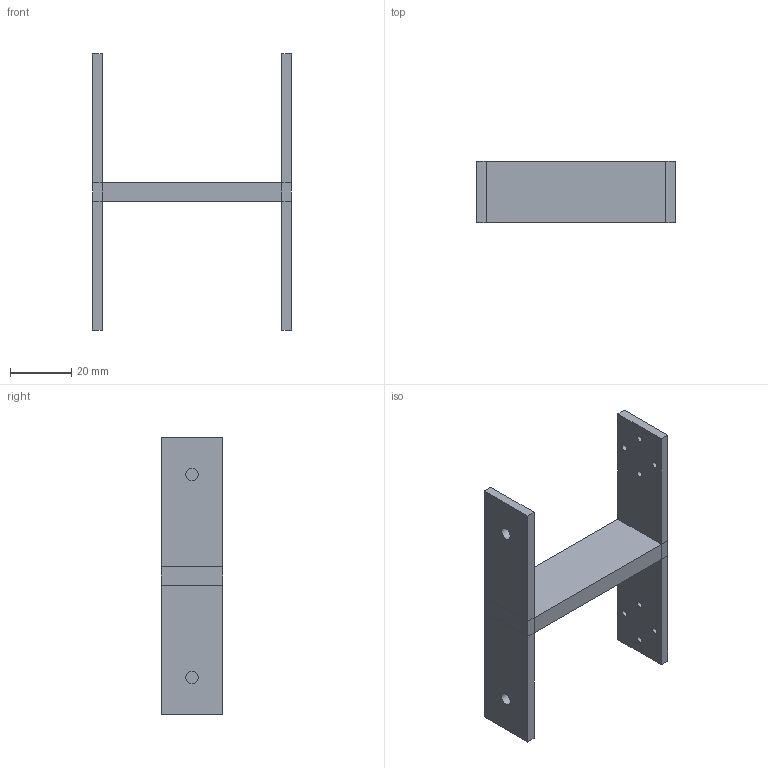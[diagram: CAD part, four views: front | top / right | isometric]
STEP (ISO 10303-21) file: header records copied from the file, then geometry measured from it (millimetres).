
FILE_DESCRIPTION(/* description */ ('FreeCAD Model'),/* implementation_level */ '2;1');
FILE_NAME(/* name */ 'two_servo_frame_mg996r_combined_ipt_2c3dbed8.STEP',/* time_stamp */ '2022-08-04T14:45:00-04:00',/* author */ ('Author'),/* organization */ (''),/* preprocessor_version */ 'ST-DEVELOPER v18.1',/* originating_system */ 'Autodesk Inventor 2021',/* authorisation */ 'Unknown');
FILE_SCHEMA (('AUTOMOTIVE_DESIGN { 1 0 10303 214 3 1 1 }'));
Length unit declared in the file: millimetre
Products named in the file (1): two_servo_frame_mg996r_combined
Bounding box: 64.5 x 20 x 90 mm (x, y, z)
Volume: 17669.2 mm3; surface area: 11447.7 mm2
Topology: 1 solids, 1 shells, 40 faces, 90 edges, 52 vertices
Faces by surface type: plane 30, cylinder 10
Full cylindrical faces by diameter (mm): 2 x8, 4 x2
Entity records: 1172 total; most frequent: DIRECTION 192, CARTESIAN_POINT 183, ORIENTED_EDGE 180, EDGE_CURVE 90, LINE 70, VECTOR 70, AXIS2_PLACEMENT_3D 61, EDGE_LOOP 60
